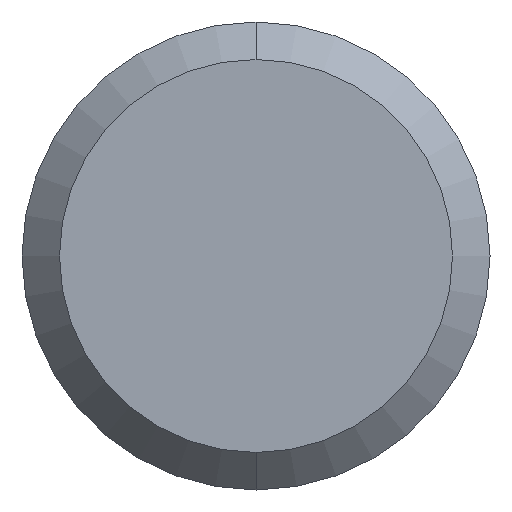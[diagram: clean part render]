
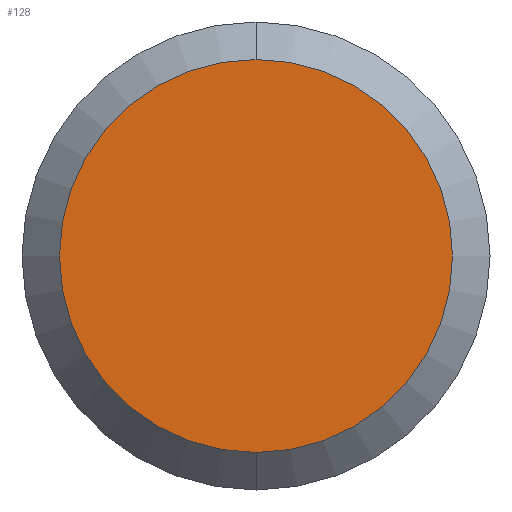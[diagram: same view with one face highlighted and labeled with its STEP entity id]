
A CAD part, front view. The second image highlights one B-rep face of the part: STEP entity #128.
In plain terms, the highlighted planar face has unit normal (0, -1, 0).
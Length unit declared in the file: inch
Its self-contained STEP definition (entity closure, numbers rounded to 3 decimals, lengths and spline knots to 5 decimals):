
#10 = DIRECTION ( 'NONE',  ( 0., -1., 0. ) ) ;
#12 = ORIENTED_EDGE ( 'NONE', *, *, #232, .T. ) ;
#14 = DIRECTION ( 'NONE',  ( 0., -1., 0. ) ) ;
#19 = DIRECTION ( 'NONE',  ( 0., 0., 1. ) ) ;
#25 = CIRCLE ( 'NONE', #108, 0.10485 ) ;
#47 = FACE_OUTER_BOUND ( 'NONE', #72, .T. ) ;
#61 = DIRECTION ( 'NONE',  ( 0., 1., 0. ) ) ;
#63 = CARTESIAN_POINT ( 'NONE',  ( 0., 0., 0. ) ) ;
#72 = EDGE_LOOP ( 'NONE', ( #165, #12 ) ) ;
#73 = EDGE_CURVE ( 'NONE', #110, #132, #235, .T. ) ;
#80 = CARTESIAN_POINT ( 'NONE',  ( 0., 0., 0. ) ) ;
#84 = PLANE ( 'NONE',  #133 ) ;
#108 = AXIS2_PLACEMENT_3D ( 'NONE', #222, #10, #183 ) ;
#110 = VERTEX_POINT ( 'NONE', #231 ) ;
#128 = ADVANCED_FACE ( 'NONE', ( #47 ), #84, .F. ) ;
#132 = VERTEX_POINT ( 'NONE', #142 ) ;
#133 = AXIS2_PLACEMENT_3D ( 'NONE', #63, #61, #136 ) ;
#136 = DIRECTION ( 'NONE',  ( 0., 0., 1. ) ) ;
#142 = CARTESIAN_POINT ( 'NONE',  ( 0., 0., -0.10485 ) ) ;
#165 = ORIENTED_EDGE ( 'NONE', *, *, #73, .T. ) ;
#183 = DIRECTION ( 'NONE',  ( 0., 0., 1. ) ) ;
#191 = AXIS2_PLACEMENT_3D ( 'NONE', #80, #14, #19 ) ;
#222 = CARTESIAN_POINT ( 'NONE',  ( 0., 0., 0. ) ) ;
#231 = CARTESIAN_POINT ( 'NONE',  ( 0., 0., 0.10485 ) ) ;
#232 = EDGE_CURVE ( 'NONE', #132, #110, #25, .T. ) ;
#235 = CIRCLE ( 'NONE', #191, 0.10485 ) ;
